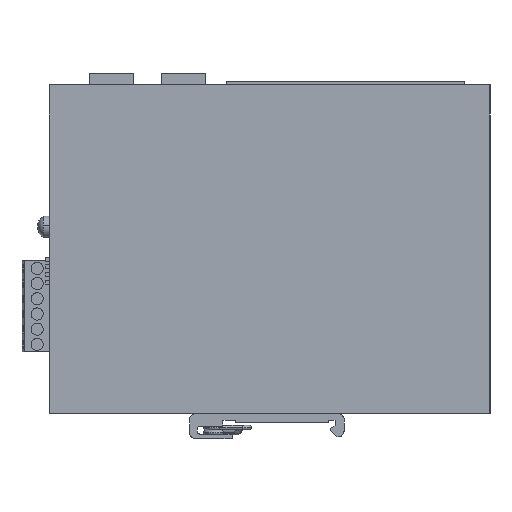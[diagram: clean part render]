
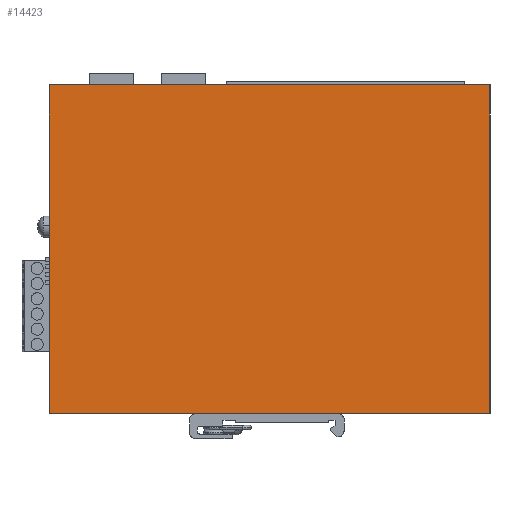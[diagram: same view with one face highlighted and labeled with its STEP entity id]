
A CAD part, left-side view. The second image highlights one B-rep face of the part: STEP entity #14423.
In plain terms, the highlighted planar face has unit normal (-1, 0, 0).
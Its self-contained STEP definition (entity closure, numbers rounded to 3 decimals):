
#14403=AXIS2_PLACEMENT_3D('Plane Axis2P3D',#14400,#14401,#14402) ;
#263=CARTESIAN_POINT('Vertex',(0.,0.,116.5)) ;
#277=CARTESIAN_POINT('Vertex',(0.,145.1,116.5)) ;
#280=CARTESIAN_POINT('Line Origine',(0.,72.55,116.5)) ;
#1337=CARTESIAN_POINT('Line Origine',(0.,0.,62.35)) ;
#1341=CARTESIAN_POINT('Vertex',(0.,0.,8.2)) ;
#14400=CARTESIAN_POINT('Axis2P3D Location',(0.,72.55,61.85)) ;
#14405=CARTESIAN_POINT('Line Origine',(0.,145.1,62.35)) ;
#14409=CARTESIAN_POINT('Vertex',(0.,145.1,8.2)) ;
#14412=CARTESIAN_POINT('Line Origine',(0.,72.55,8.2)) ;
#281=DIRECTION('Vector Direction',(0.,1.,0.)) ;
#1338=DIRECTION('Vector Direction',(0.,0.,-1.)) ;
#14401=DIRECTION('Axis2P3D Direction',(1.,0.,0.)) ;
#14402=DIRECTION('Axis2P3D XDirection',(0.,-1.,0.)) ;
#14406=DIRECTION('Vector Direction',(0.,0.,1.)) ;
#14413=DIRECTION('Vector Direction',(0.,-1.,0.)) ;
#282=VECTOR('Line Direction',#281,1.) ;
#1339=VECTOR('Line Direction',#1338,1.) ;
#14407=VECTOR('Line Direction',#14406,1.) ;
#14414=VECTOR('Line Direction',#14413,1.) ;
#14418=ORIENTED_EDGE('',*,*,#14411,.F.) ;
#14419=ORIENTED_EDGE('',*,*,#14416,.T.) ;
#14420=ORIENTED_EDGE('',*,*,#1343,.F.) ;
#14421=ORIENTED_EDGE('',*,*,#284,.T.) ;
#14423=ADVANCED_FACE('SWITCH',(#14422),#14404,.F.) ;
#284=EDGE_CURVE('',#264,#278,#283,.T.) ;
#1343=EDGE_CURVE('',#264,#1342,#1340,.T.) ;
#14411=EDGE_CURVE('',#14410,#278,#14408,.T.) ;
#14416=EDGE_CURVE('',#14410,#1342,#14415,.T.) ;
#14417=EDGE_LOOP('',(#14418,#14419,#14420,#14421)) ;
#14422=FACE_OUTER_BOUND('',#14417,.T.) ;
#283=LINE('Line',#280,#282) ;
#1340=LINE('Line',#1337,#1339) ;
#14408=LINE('Line',#14405,#14407) ;
#14415=LINE('Line',#14412,#14414) ;
#14404=PLANE('',#14403) ;
#264=VERTEX_POINT('',#263) ;
#278=VERTEX_POINT('',#277) ;
#1342=VERTEX_POINT('',#1341) ;
#14410=VERTEX_POINT('',#14409) ;
